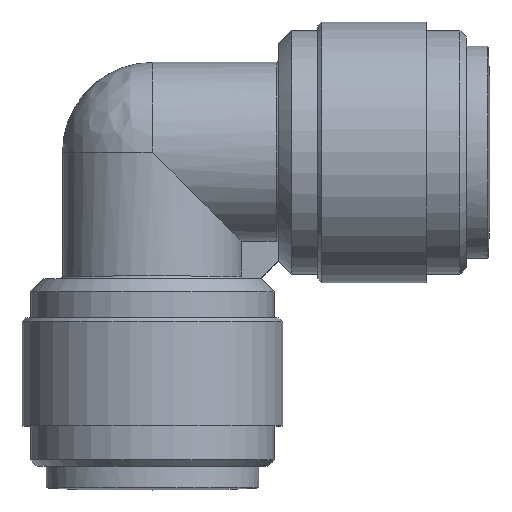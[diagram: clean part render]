
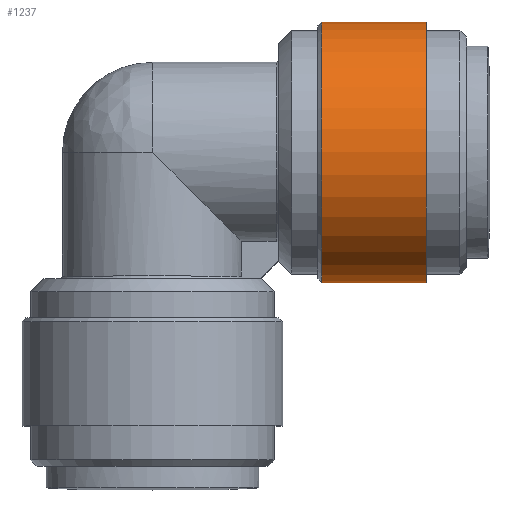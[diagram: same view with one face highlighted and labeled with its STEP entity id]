
A CAD part, top view. The second image highlights one B-rep face of the part: STEP entity #1237.
In plain terms, the highlighted cylindrical face has radius 10 mm (diameter 20 mm), a partial arc.
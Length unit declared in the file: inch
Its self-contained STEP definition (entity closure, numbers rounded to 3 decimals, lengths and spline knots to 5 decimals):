
#24 = CARTESIAN_POINT ( 'NONE',  ( 0.66929, 0.3937, 0. ) ) ;
#122 = ORIENTED_EDGE ( 'NONE', *, *, #3079, .T. ) ;
#145 = DIRECTION ( 'NONE',  ( 0., 1., 0. ) ) ;
#353 = AXIS2_PLACEMENT_3D ( 'NONE', #440, #987, #145 ) ;
#440 = CARTESIAN_POINT ( 'NONE',  ( 0.66929, 0., 0. ) ) ;
#454 = DIRECTION ( 'NONE',  ( 1., 0., 0. ) ) ;
#528 = LINE ( 'NONE', #24, #1264 ) ;
#617 = VERTEX_POINT ( 'NONE', #2347 ) ;
#938 = CARTESIAN_POINT ( 'NONE',  ( 0.82677, -0.3937, 0. ) ) ;
#987 = DIRECTION ( 'NONE',  ( 1., 0., 0. ) ) ;
#1050 = FACE_OUTER_BOUND ( 'NONE', #1267, .T. ) ;
#1128 = CARTESIAN_POINT ( 'NONE',  ( 0.66929, -0.3937, 0. ) ) ;
#1237 = ADVANCED_FACE ( 'NONE', ( #1050 ), #3494, .T. ) ;
#1264 = VECTOR ( 'NONE', #2010, 39.37008 ) ;
#1267 = EDGE_LOOP ( 'NONE', ( #122, #1491, #1783, #1602 ) ) ;
#1491 = ORIENTED_EDGE ( 'NONE', *, *, #1546, .T. ) ;
#1503 = CARTESIAN_POINT ( 'NONE',  ( 0.82677, 0., 0. ) ) ;
#1546 = EDGE_CURVE ( 'NONE', #2501, #2223, #2874, .T. ) ;
#1602 = ORIENTED_EDGE ( 'NONE', *, *, #1619, .F. ) ;
#1606 = CARTESIAN_POINT ( 'NONE',  ( 0.51181, -0.3937, 0. ) ) ;
#1619 = EDGE_CURVE ( 'NONE', #617, #2432, #528, .T. ) ;
#1783 = ORIENTED_EDGE ( 'NONE', *, *, #3526, .F. ) ;
#1790 = CIRCLE ( 'NONE', #1998, 0.3937 ) ;
#1792 = DIRECTION ( 'NONE',  ( 0., 1., 0. ) ) ;
#1998 = AXIS2_PLACEMENT_3D ( 'NONE', #2149, #454, #2435 ) ;
#2010 = DIRECTION ( 'NONE',  ( 1., 0., 0. ) ) ;
#2149 = CARTESIAN_POINT ( 'NONE',  ( 0.51181, 0., 0. ) ) ;
#2181 = CARTESIAN_POINT ( 'NONE',  ( 0.82677, 0.3937, 0. ) ) ;
#2223 = VERTEX_POINT ( 'NONE', #938 ) ;
#2306 = AXIS2_PLACEMENT_3D ( 'NONE', #1503, #3503, #1792 ) ;
#2347 = CARTESIAN_POINT ( 'NONE',  ( 0.51181, 0.3937, 0. ) ) ;
#2432 = VERTEX_POINT ( 'NONE', #2181 ) ;
#2435 = DIRECTION ( 'NONE',  ( 0., 1., 0. ) ) ;
#2501 = VERTEX_POINT ( 'NONE', #1606 ) ;
#2691 = CIRCLE ( 'NONE', #2306, 0.3937 ) ;
#2847 = DIRECTION ( 'NONE',  ( 1., 0., 0. ) ) ;
#2874 = LINE ( 'NONE', #1128, #3635 ) ;
#3079 = EDGE_CURVE ( 'NONE', #617, #2501, #1790, .T. ) ;
#3494 = CYLINDRICAL_SURFACE ( 'NONE', #353, 0.3937 ) ;
#3503 = DIRECTION ( 'NONE',  ( 1., 0., 0. ) ) ;
#3526 = EDGE_CURVE ( 'NONE', #2432, #2223, #2691, .T. ) ;
#3635 = VECTOR ( 'NONE', #2847, 39.37008 ) ;
